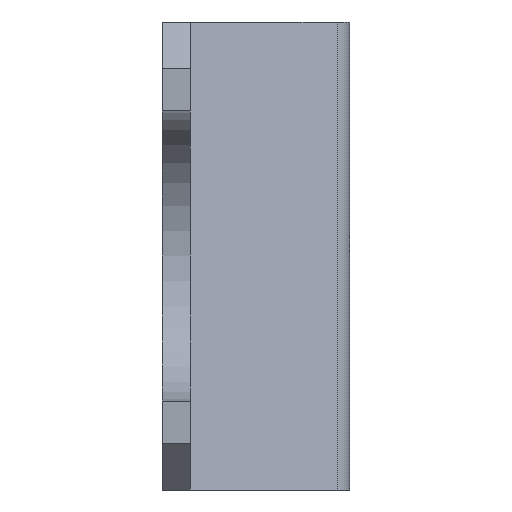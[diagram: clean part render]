
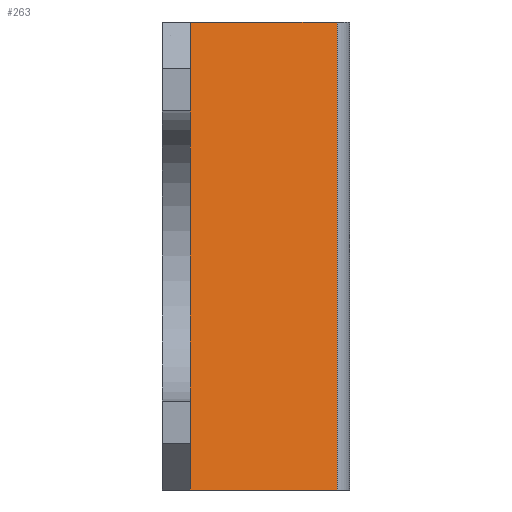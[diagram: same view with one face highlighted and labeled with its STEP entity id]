
A CAD part, left-side view. The second image highlights one B-rep face of the part: STEP entity #263.
In plain terms, the highlighted planar face has unit normal (-0.831, -0.557, 0).
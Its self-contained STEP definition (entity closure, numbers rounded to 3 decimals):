
#162 = ORIENTED_EDGE ( 'NONE', *, *, #165, .F. ) ;
#165 = EDGE_CURVE ( 'NONE', #327, #214, #665, .T. ) ;
#178 = VERTEX_POINT ( 'NONE', #646 ) ;
#209 = EDGE_LOOP ( 'NONE', ( #210, #213, #162, #329 ) ) ;
#210 = ORIENTED_EDGE ( 'NONE', *, *, #211, .T. ) ;
#211 = EDGE_CURVE ( 'NONE', #178, #212, #631, .T. ) ;
#212 = VERTEX_POINT ( 'NONE', #627 ) ;
#213 = ORIENTED_EDGE ( 'NONE', *, *, #259, .F. ) ;
#214 = VERTEX_POINT ( 'NONE', #626 ) ;
#255 = EDGE_CURVE ( 'NONE', #327, #178, #636, .T. ) ;
#259 = EDGE_CURVE ( 'NONE', #214, #212, #602, .T. ) ;
#263 = ADVANCED_FACE ( 'NONE', ( #671 ), #500, .F. ) ;
#327 = VERTEX_POINT ( 'NONE', #766 ) ;
#329 = ORIENTED_EDGE ( 'NONE', *, *, #255, .T. ) ;
#500 = PLANE ( 'NONE',  #686 ) ;
#599 = DIRECTION ( 'NONE',  ( 0., 0., -1. ) ) ;
#600 = VECTOR ( 'NONE', #599, 1000. ) ;
#601 = CARTESIAN_POINT ( 'NONE',  ( -15.992, -1.671, 25. ) ) ;
#602 = LINE ( 'NONE', #601, #600 ) ;
#626 = CARTESIAN_POINT ( 'NONE',  ( -15.992, -1.671, 25. ) ) ;
#627 = CARTESIAN_POINT ( 'NONE',  ( -15.992, -1.671, -25. ) ) ;
#628 = DIRECTION ( 'NONE',  ( 0.557, -0.831, 0. ) ) ;
#629 = VECTOR ( 'NONE', #628, 1000. ) ;
#630 = CARTESIAN_POINT ( 'NONE',  ( -26.5, 14., -25. ) ) ;
#631 = LINE ( 'NONE', #630, #629 ) ;
#634 = VECTOR ( 'NONE', #685, 1000. ) ;
#635 = CARTESIAN_POINT ( 'NONE',  ( -26.5, 14., 25. ) ) ;
#636 = LINE ( 'NONE', #635, #634 ) ;
#646 = CARTESIAN_POINT ( 'NONE',  ( -26.5, 14., -25. ) ) ;
#652 = DIRECTION ( 'NONE',  ( 0.557, -0.831, 0. ) ) ;
#653 = VECTOR ( 'NONE', #652, 1000. ) ;
#664 = CARTESIAN_POINT ( 'NONE',  ( -26.5, 14., 25. ) ) ;
#665 = LINE ( 'NONE', #664, #653 ) ;
#671 = FACE_OUTER_BOUND ( 'NONE', #209, .T. ) ;
#685 = DIRECTION ( 'NONE',  ( 0., 0., -1. ) ) ;
#686 = AXIS2_PLACEMENT_3D ( 'NONE', #690, #688, #687 ) ;
#687 = DIRECTION ( 'NONE',  ( -0.557, 0.831, 0. ) ) ;
#688 = DIRECTION ( 'NONE',  ( 0.831, 0.557, 0. ) ) ;
#690 = CARTESIAN_POINT ( 'NONE',  ( -26.5, 14., 25. ) ) ;
#766 = CARTESIAN_POINT ( 'NONE',  ( -26.5, 14., 25. ) ) ;
